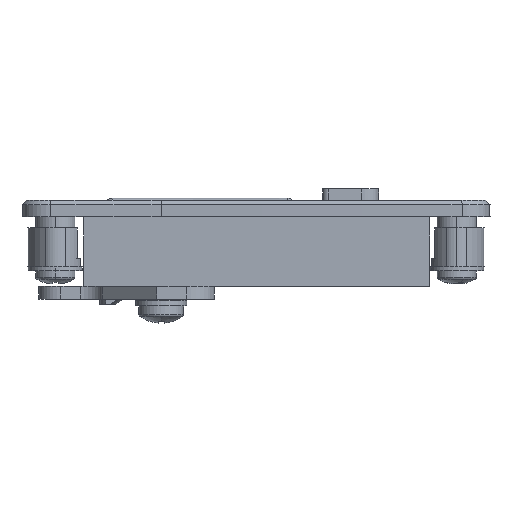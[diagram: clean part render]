
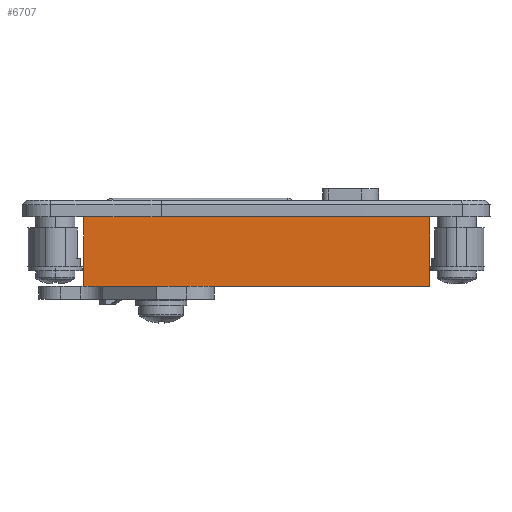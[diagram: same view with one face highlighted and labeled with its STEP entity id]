
A CAD part, left-side view. The second image highlights one B-rep face of the part: STEP entity #6707.
In plain terms, the highlighted planar face has unit normal (-1, 0, 0).
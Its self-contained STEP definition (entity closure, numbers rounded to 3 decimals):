
#247 = EDGE_CURVE ( 'NONE', #9043, #9044, #6575, .T. ) ;
#1601 = CARTESIAN_POINT ( 'NONE',  ( -11.5, -48.138, -12.5 ) ) ;
#1602 = DIRECTION ( 'NONE',  ( 0., 0., -1. ) ) ;
#1605 = CARTESIAN_POINT ( 'NONE',  ( -11.5, 13.862, 0. ) ) ;
#1606 = DIRECTION ( 'NONE',  ( 0., 0., 1. ) ) ;
#1686 = VECTOR ( 'NONE', #1602, 1000. ) ;
#1689 = VECTOR ( 'NONE', #1606, 1000. ) ;
#1722 = AXIS2_PLACEMENT_3D ( 'NONE', #1791, #1792, #1793 ) ;
#1790 = PLANE ( 'NONE',  #1722 ) ;
#1791 = CARTESIAN_POINT ( 'NONE',  ( -11.5, 13.862, 0. ) ) ;
#1792 = DIRECTION ( 'NONE',  ( -1., 0., 0. ) ) ;
#1793 = DIRECTION ( 'NONE',  ( 0., 0., 1. ) ) ;
#2378 = CARTESIAN_POINT ( 'NONE',  ( -11.5, 13.862, 0. ) ) ;
#2379 = CARTESIAN_POINT ( 'NONE',  ( -11.5, -48.138, 0. ) ) ;
#3002 = CARTESIAN_POINT ( 'NONE',  ( -11.5, -48.138, -12.5 ) ) ;
#3004 = CARTESIAN_POINT ( 'NONE',  ( -11.5, 13.862, -12.5 ) ) ;
#4091 = LINE ( 'NONE', #4334, #4591 ) ;
#4334 = CARTESIAN_POINT ( 'NONE',  ( -11.5, 13.862, -12.5 ) ) ;
#4335 = DIRECTION ( 'NONE',  ( 0., 1., 0. ) ) ;
#4591 = VECTOR ( 'NONE', #4335, 1000. ) ;
#6098 = EDGE_LOOP ( 'NONE', ( #6486, #6487, #6488, #6485 ) ) ;
#6485 = ORIENTED_EDGE ( 'NONE', *, *, #6678, .F. ) ;
#6486 = ORIENTED_EDGE ( 'NONE', *, *, #247, .F. ) ;
#6487 = ORIENTED_EDGE ( 'NONE', *, *, #6680, .F. ) ;
#6488 = ORIENTED_EDGE ( 'NONE', *, *, #10056, .F. ) ;
#6575 = LINE ( 'NONE', #6891, #6784 ) ;
#6678 = EDGE_CURVE ( 'NONE', #9044, #9246, #7643, .T. ) ;
#6680 = EDGE_CURVE ( 'NONE', #9248, #9043, #7645, .T. ) ;
#6707 = ADVANCED_FACE ( 'NONE', ( #7678 ), #1790, .T. ) ;
#6784 = VECTOR ( 'NONE', #6892, 1000. ) ;
#6891 = CARTESIAN_POINT ( 'NONE',  ( -11.5, -48.138, 0. ) ) ;
#6892 = DIRECTION ( 'NONE',  ( 0., -1., 0. ) ) ;
#7643 = LINE ( 'NONE', #1601, #1686 ) ;
#7645 = LINE ( 'NONE', #1605, #1689 ) ;
#7678 = FACE_OUTER_BOUND ( 'NONE', #6098, .T. ) ;
#9043 = VERTEX_POINT ( 'NONE', #2378 ) ;
#9044 = VERTEX_POINT ( 'NONE', #2379 ) ;
#9246 = VERTEX_POINT ( 'NONE', #3002 ) ;
#9248 = VERTEX_POINT ( 'NONE', #3004 ) ;
#10056 = EDGE_CURVE ( 'NONE', #9246, #9248, #4091, .T. ) ;
